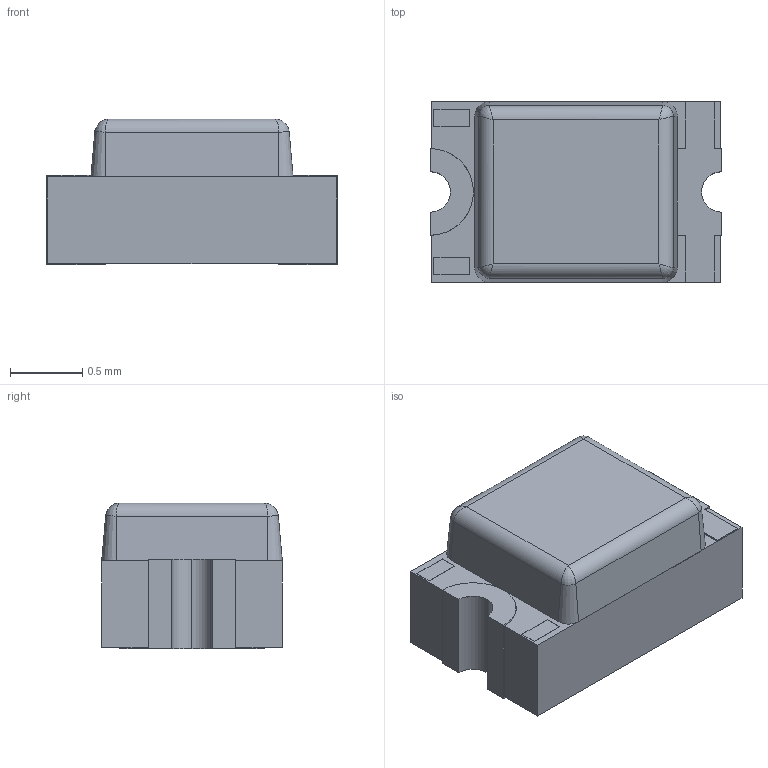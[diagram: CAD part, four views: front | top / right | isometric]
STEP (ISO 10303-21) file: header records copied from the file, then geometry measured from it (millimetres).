
FILE_DESCRIPTION (( 'STEP AP214' ), '1' );
FILE_NAME ('LED0805-R-RD_ORANGE.STEP', '2021-09-04T06:15:54', ( '' ), ( '' ), 'SwSTEP 2.0', 'SolidWorks 2018', '' );
FILE_SCHEMA (( 'AUTOMOTIVE_DESIGN' ));
Length unit declared in the file: millimetre
Products named in the file (1): LED0805-R-RD_ORANGE
Bounding box: 2.02 x 1.25 x 1.01 mm (x, y, z)
Volume: 2.1 mm3; surface area: 18.3 mm2
Topology: 4 solids, 4 shells, 154 faces, 396 edges, 256 vertices
Faces by surface type: plane 115, bspline 18, cylinder 17, cone 4
Entity records: 7838 total; most frequent: CARTESIAN_POINT 2537, ORIENTED_EDGE 784, DIRECTION 658, EDGE_CURVE 392, LINE 320, VECTOR 320, VERTEX_POINT 256, AXIS2_PLACEMENT_3D 169
